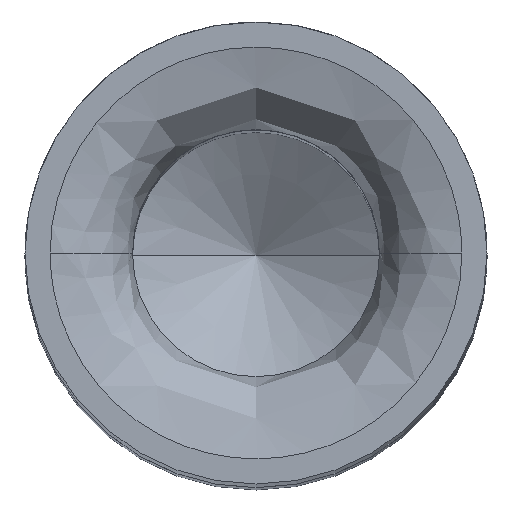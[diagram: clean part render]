
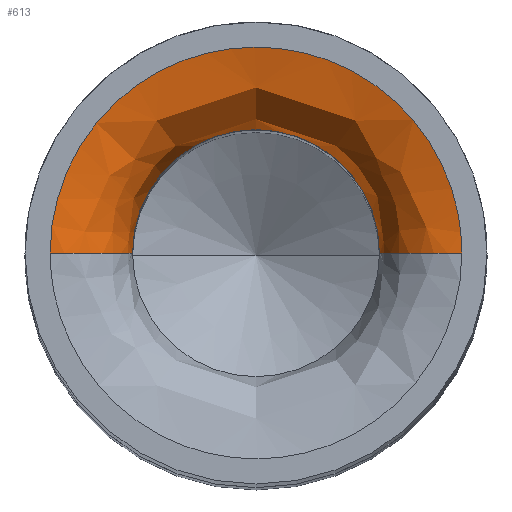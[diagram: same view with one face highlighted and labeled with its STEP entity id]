
A CAD part, top view. The second image highlights one B-rep face of the part: STEP entity #613.
In plain terms, the highlighted free-form (B-spline) face has degree [3, 3] with [4, 4] control points.
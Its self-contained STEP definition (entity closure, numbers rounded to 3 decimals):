
#10 = AXIS2_PLACEMENT_3D ( 'NONE', #601, #1289, #688 ) ;
#13 = CARTESIAN_POINT ( 'NONE',  ( 0.686, 0., 18.593 ) ) ;
#15 = CARTESIAN_POINT ( 'NONE',  ( 1.143, 0., 19.05 ) ) ;
#24 = VERTEX_POINT ( 'NONE', #13 ) ;
#25 = ORIENTED_EDGE ( 'NONE', *, *, #115, .T. ) ;
#44 = CARTESIAN_POINT ( 'NONE',  ( -0.686, 0., 18.861 ) ) ;
#45 = EDGE_CURVE ( 'NONE', #832, #847, #487, .T. ) ;
#46 = CARTESIAN_POINT ( 'NONE',  ( -0.662, 0.938, 19.05 ) ) ;
#52 = CARTESIAN_POINT ( 'NONE',  ( 0.567, 1.005, 19.05 ) ) ;
#115 = EDGE_CURVE ( 'NONE', #847, #24, #525, .T. ) ;
#162 = CARTESIAN_POINT ( 'NONE',  ( 0.686, 1.372, 18.861 ) ) ;
#163 = CARTESIAN_POINT ( 'NONE',  ( -0.493, 1.032, 19.05 ) ) ;
#171 = CARTESIAN_POINT ( 'NONE',  ( 0.864, 0.753, 19.05 ) ) ;
#237 = CARTESIAN_POINT ( 'NONE',  ( -0.686, 0., 18.593 ) ) ;
#246 = CARTESIAN_POINT ( 'NONE',  ( -0.686, 0., 18.593 ) ) ;
#273 = DIRECTION ( 'NONE',  ( 0., 1., 0. ) ) ;
#274 = CARTESIAN_POINT ( 'NONE',  ( -0.438, 1.056, 19.05 ) ) ;
#278 = CARTESIAN_POINT ( 'NONE',  ( 1.006, 0.545, 19.05 ) ) ;
#309 = AXIS2_PLACEMENT_3D ( 'NONE', #1117, #522, #1217 ) ;
#357 = CARTESIAN_POINT ( 'NONE',  ( -1.143, 0., 19.05 ) ) ;
#359 = CARTESIAN_POINT ( 'NONE',  ( -1.104, 0.301, 19.05 ) ) ;
#364 = CARTESIAN_POINT ( 'NONE',  ( -0.145, 1.143, 19.05 ) ) ;
#372 = CARTESIAN_POINT ( 'NONE',  ( 1.048, 0.457, 19.05 ) ) ;
#389 = ORIENTED_EDGE ( 'NONE', *, *, #667, .F. ) ;
#425 = CARTESIAN_POINT ( 'NONE',  ( 0.686, 1.372, 18.593 ) ) ;
#441 = AXIS2_PLACEMENT_3D ( 'NONE', #676, #273, #1181 ) ;
#465 =( BOUNDED_SURFACE ( )  B_SPLINE_SURFACE ( 3, 3, ( 
 ( #357, #987, #1080, #470 ),
 ( #1182, #592, #1276, #677 ),
 ( #44, #790, #162, #893 ),
 ( #246, #1048, #425, #1140 ) ),
 .UNSPECIFIED., .F., .F., .F. ) 
 B_SPLINE_SURFACE_WITH_KNOTS ( ( 4, 4 ),
 ( 4, 4 ),
 ( 0., 1. ),
 ( 0., 1. ),
 .UNSPECIFIED. ) 
 GEOMETRIC_REPRESENTATION_ITEM ( )  RATIONAL_B_SPLINE_SURFACE ( (
 ( 1., 0.333, 0.333, 1.),
 ( 0.805, 0.268, 0.268, 0.805),
 ( 0.805, 0.268, 0.268, 0.805),
 ( 1., 0.333, 0.333, 1.) ) ) 
 REPRESENTATION_ITEM ( '' )  SURFACE ( )  );
#470 = CARTESIAN_POINT ( 'NONE',  ( 1.143, 0., 19.05 ) ) ;
#471 = CARTESIAN_POINT ( 'NONE',  ( -1.076, 0.387, 19.05 ) ) ;
#476 = CARTESIAN_POINT ( 'NONE',  ( 0.179, 1.133, 19.05 ) ) ;
#482 = CARTESIAN_POINT ( 'NONE',  ( 1.116, 0.286, 19.05 ) ) ;
#487 = CIRCLE ( 'NONE', #441, 0.457 ) ;
#522 = DIRECTION ( 'NONE',  ( 0., 0., -1. ) ) ;
#525 = CIRCLE ( 'NONE', #309, 0.686 ) ;
#541 = ORIENTED_EDGE ( 'NONE', *, *, #970, .F. ) ;
#592 = CARTESIAN_POINT ( 'NONE',  ( -0.875, 1.75, 19.05 ) ) ;
#593 = CARTESIAN_POINT ( 'NONE',  ( -1.005, 0.567, 19.05 ) ) ;
#596 = CARTESIAN_POINT ( 'NONE',  ( 0.353, 1.087, 19.05 ) ) ;
#601 = CARTESIAN_POINT ( 'NONE',  ( 1.143, 0., 18.593 ) ) ;
#604 = CARTESIAN_POINT ( 'NONE',  ( 1.143, 0., 19.05 ) ) ;
#613 = ADVANCED_FACE ( 'NONE', ( #1204 ), #465, .T. ) ;
#667 = EDGE_CURVE ( 'NONE', #859, #24, #876, .T. ) ;
#676 = CARTESIAN_POINT ( 'NONE',  ( -1.143, 0., 18.593 ) ) ;
#677 = CARTESIAN_POINT ( 'NONE',  ( 0.875, 0., 19.05 ) ) ;
#678 = CARTESIAN_POINT ( 'NONE',  ( -0.753, 0.864, 19.05 ) ) ;
#683 = CARTESIAN_POINT ( 'NONE',  ( 0.402, 1.07, 19.05 ) ) ;
#688 = DIRECTION ( 'NONE',  ( 1., 0., 0. ) ) ;
#790 = CARTESIAN_POINT ( 'NONE',  ( -0.686, 1.372, 18.861 ) ) ;
#791 = CARTESIAN_POINT ( 'NONE',  ( -0.545, 1.006, 19.05 ) ) ;
#796 = CARTESIAN_POINT ( 'NONE',  ( 0.697, 0.92, 19.05 ) ) ;
#832 = VERTEX_POINT ( 'NONE', #1263 ) ;
#847 = VERTEX_POINT ( 'NONE', #237 ) ;
#859 = VERTEX_POINT ( 'NONE', #15 ) ;
#876 = CIRCLE ( 'NONE', #10, 0.457 ) ;
#879 = CARTESIAN_POINT ( 'NONE',  ( -1.143, 0., 19.05 ) ) ;
#893 = CARTESIAN_POINT ( 'NONE',  ( 0.686, 0., 18.861 ) ) ;
#894 = CARTESIAN_POINT ( 'NONE',  ( -0.457, 1.048, 19.05 ) ) ;
#901 = CARTESIAN_POINT ( 'NONE',  ( 0.938, 0.662, 19.05 ) ) ;
#970 = EDGE_CURVE ( 'NONE', #832, #859, #1240, .T. ) ;
#987 = CARTESIAN_POINT ( 'NONE',  ( -1.143, 2.286, 19.05 ) ) ;
#988 = CARTESIAN_POINT ( 'NONE',  ( -1.133, 0.18, 19.05 ) ) ;
#993 = CARTESIAN_POINT ( 'NONE',  ( -0.286, 1.116, 19.05 ) ) ;
#999 = CARTESIAN_POINT ( 'NONE',  ( 1.032, 0.493, 19.05 ) ) ;
#1048 = CARTESIAN_POINT ( 'NONE',  ( -0.686, 1.372, 18.593 ) ) ;
#1059 = ORIENTED_EDGE ( 'NONE', *, *, #45, .T. ) ;
#1080 = CARTESIAN_POINT ( 'NONE',  ( 1.143, 2.286, 19.05 ) ) ;
#1081 = CARTESIAN_POINT ( 'NONE',  ( -1.087, 0.353, 19.05 ) ) ;
#1084 = CARTESIAN_POINT ( 'NONE',  ( 0.072, 1.143, 19.05 ) ) ;
#1087 = CARTESIAN_POINT ( 'NONE',  ( 1.056, 0.438, 19.05 ) ) ;
#1117 = CARTESIAN_POINT ( 'NONE',  ( 0., 0., 18.593 ) ) ;
#1140 = CARTESIAN_POINT ( 'NONE',  ( 0.686, 0., 18.593 ) ) ;
#1181 = DIRECTION ( 'NONE',  ( -1., 0., 0. ) ) ;
#1182 = CARTESIAN_POINT ( 'NONE',  ( -0.875, 0., 19.05 ) ) ;
#1183 = CARTESIAN_POINT ( 'NONE',  ( -1.07, 0.402, 19.05 ) ) ;
#1186 = EDGE_LOOP ( 'NONE', ( #389, #541, #1059, #25 ) ) ;
#1187 = CARTESIAN_POINT ( 'NONE',  ( 0.301, 1.104, 19.05 ) ) ;
#1191 = CARTESIAN_POINT ( 'NONE',  ( 1.143, 0.146, 19.05 ) ) ;
#1204 = FACE_OUTER_BOUND ( 'NONE', #1186, .T. ) ;
#1217 = DIRECTION ( 'NONE',  ( -1., 0., 0. ) ) ;
#1240 = B_SPLINE_CURVE_WITH_KNOTS ( 'NONE', 3,
 ( #879, #1271, #988, #359, #1081, #471, #1183, #593, #1277, #678, #46, #791, #163, #894, #274, #993, #364, #1084, #476, #1187, #596, #1285, #683, #52, #796, #171, #901, #278, #999, #372, #1087, #482, #1191, #604 ),
 .UNSPECIFIED., .F., .F.,
 ( 4, 1, 1, 2, 2, 2, 1, 1, 2, 2, 2, 1, 1, 2, 2, 2, 1, 1, 2, 2, 4 ),
 ( 0., 0.062, 0.094, 0.109, 0.125, 0.25, 0.312, 0.344, 0.359, 0.375, 0.5, 0.562, 0.594, 0.609, 0.625, 0.75, 0.812, 0.844, 0.859, 0.875, 1. ),
 .UNSPECIFIED. ) ;
#1263 = CARTESIAN_POINT ( 'NONE',  ( -1.143, 0., 19.05 ) ) ;
#1271 = CARTESIAN_POINT ( 'NONE',  ( -1.143, 0.073, 19.05 ) ) ;
#1276 = CARTESIAN_POINT ( 'NONE',  ( 0.875, 1.75, 19.05 ) ) ;
#1277 = CARTESIAN_POINT ( 'NONE',  ( -0.92, 0.697, 19.05 ) ) ;
#1285 = CARTESIAN_POINT ( 'NONE',  ( 0.387, 1.076, 19.05 ) ) ;
#1289 = DIRECTION ( 'NONE',  ( 0., -1., 0. ) ) ;
